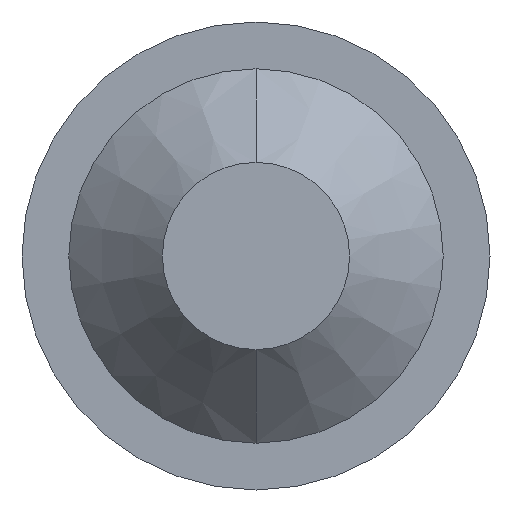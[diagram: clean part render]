
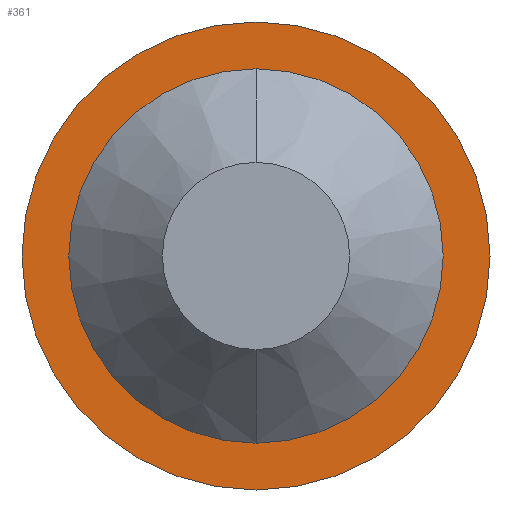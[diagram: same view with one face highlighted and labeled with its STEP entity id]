
A CAD part, front view. The second image highlights one B-rep face of the part: STEP entity #361.
In plain terms, the highlighted planar face has unit normal (0, -1, 0).
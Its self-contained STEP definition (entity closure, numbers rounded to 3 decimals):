
#4 = DIRECTION ( 'NONE',  ( 0., 0., 1. ) ) ;
#15 = AXIS2_PLACEMENT_3D ( 'NONE', #155, #207, #276 ) ;
#32 = DIRECTION ( 'NONE',  ( 0., 0., 1. ) ) ;
#46 = EDGE_CURVE ( 'Defeature ausgef�hrt1_5+Defeature ausgef�hrt1_3+Defeature ausgef�hrt1_3+Defeature ausgef�hrt1_3', #174, #339, #89, .T. ) ;
#62 = PLANE ( 'NONE',  #202 ) ;
#64 = DIRECTION ( 'NONE',  ( 0., 0., -1. ) ) ;
#73 = CIRCLE ( 'NONE', #141, 1. ) ;
#76 = ORIENTED_EDGE ( 'NONE', *, *, #143, .T. ) ;
#89 = CIRCLE ( 'NONE', #15, 1.25 ) ;
#91 = CARTESIAN_POINT ( 'NONE',  ( 0., 0., 1.25 ) ) ;
#92 = CARTESIAN_POINT ( 'NONE',  ( 0., 0., 0. ) ) ;
#103 = EDGE_LOOP ( 'NONE', ( #76, #110 ) ) ;
#110 = ORIENTED_EDGE ( 'NONE', *, *, #258, .T. ) ;
#124 = DIRECTION ( 'NONE',  ( 0., -1., 0. ) ) ;
#126 = CARTESIAN_POINT ( 'NONE',  ( 0., 0., -1. ) ) ;
#128 = CIRCLE ( 'NONE', #267, 1. ) ;
#141 = AXIS2_PLACEMENT_3D ( 'NONE', #346, #245, #4 ) ;
#143 = EDGE_CURVE ( 'Defeature ausgef�hrt1_5+Defeature ausgef�hrt1_0+Defeature ausgef�hrt1_0+Defeature ausgef�hrt1_0', #241, #333, #128, .T. ) ;
#148 = AXIS2_PLACEMENT_3D ( 'NONE', #287, #289, #64 ) ;
#155 = CARTESIAN_POINT ( 'NONE',  ( 0., 0., 0. ) ) ;
#174 = VERTEX_POINT ( 'NONE', #266 ) ;
#189 = FACE_OUTER_BOUND ( 'NONE', #304, .T. ) ;
#199 = EDGE_CURVE ( 'Defeature ausgef�hrt1_5+Defeature ausgef�hrt1_3+Defeature ausgef�hrt1_3+Defeature ausgef�hrt1_3', #339, #174, #331, .T. ) ;
#202 = AXIS2_PLACEMENT_3D ( 'NONE', #214, #124, #348 ) ;
#207 = DIRECTION ( 'NONE',  ( 0., -1., 0. ) ) ;
#214 = CARTESIAN_POINT ( 'NONE',  ( 0., 0., 0. ) ) ;
#240 = DIRECTION ( 'NONE',  ( 0., 1., 0. ) ) ;
#241 = VERTEX_POINT ( 'NONE', #383 ) ;
#245 = DIRECTION ( 'NONE',  ( 0., 1., 0. ) ) ;
#258 = EDGE_CURVE ( 'Defeature ausgef�hrt1_5+Defeature ausgef�hrt1_0+Defeature ausgef�hrt1_0+Defeature ausgef�hrt1_0', #333, #241, #73, .T. ) ;
#263 = ORIENTED_EDGE ( 'NONE', *, *, #46, .T. ) ;
#266 = CARTESIAN_POINT ( 'NONE',  ( 0., 0., -1.25 ) ) ;
#267 = AXIS2_PLACEMENT_3D ( 'NONE', #92, #240, #32 ) ;
#276 = DIRECTION ( 'NONE',  ( 0., 0., -1. ) ) ;
#287 = CARTESIAN_POINT ( 'NONE',  ( 0., 0., 0. ) ) ;
#289 = DIRECTION ( 'NONE',  ( 0., -1., 0. ) ) ;
#304 = EDGE_LOOP ( 'NONE', ( #263, #365 ) ) ;
#331 = CIRCLE ( 'NONE', #148, 1.25 ) ;
#333 = VERTEX_POINT ( 'NONE', #126 ) ;
#339 = VERTEX_POINT ( 'NONE', #91 ) ;
#346 = CARTESIAN_POINT ( 'NONE',  ( 0., 0., 0. ) ) ;
#348 = DIRECTION ( 'NONE',  ( 0., 0., -1. ) ) ;
#361 = ADVANCED_FACE ( 'Defeature ausgef�hrt1_5', ( #374, #189 ), #62, .T. ) ;
#365 = ORIENTED_EDGE ( 'NONE', *, *, #199, .T. ) ;
#374 = FACE_BOUND ( 'NONE', #103, .T. ) ;
#383 = CARTESIAN_POINT ( 'NONE',  ( 0., 0., 1. ) ) ;
